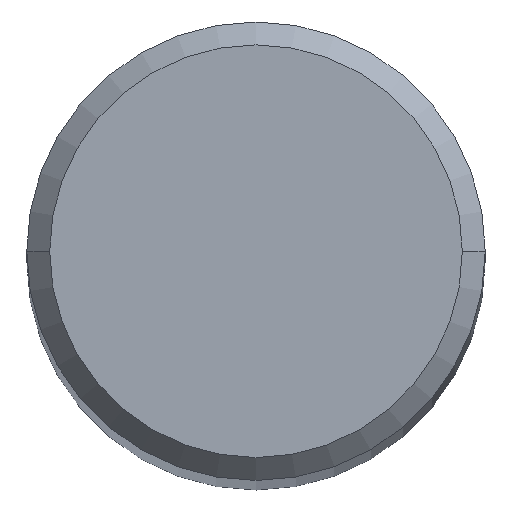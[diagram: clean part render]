
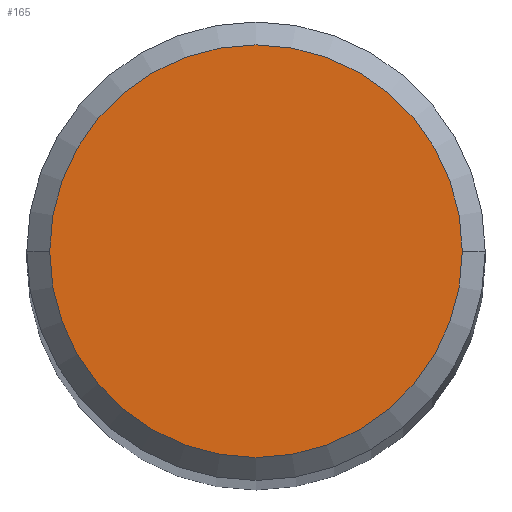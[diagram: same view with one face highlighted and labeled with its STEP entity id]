
A CAD part, top view. The second image highlights one B-rep face of the part: STEP entity #165.
In plain terms, the highlighted planar face has unit normal (0, 0, 1).
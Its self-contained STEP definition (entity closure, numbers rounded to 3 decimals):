
#165=ADVANCED_FACE('',(#184),#174,.F.);
#174=PLANE('',#390);
#184=FACE_OUTER_BOUND('',#202,.T.);
#202=EDGE_LOOP('',(#247,#248));
#247=ORIENTED_EDGE('',*,*,#319,.T.);
#248=ORIENTED_EDGE('',*,*,#307,.T.);
#287=VERTEX_POINT('',#532);
#288=VERTEX_POINT('',#533);
#307=EDGE_CURVE('',#287,#288,#331,.T.);
#319=EDGE_CURVE('',#288,#287,#337,.T.);
#331=CIRCLE('',#378,9.);
#337=CIRCLE('',#389,9.);
#378=AXIS2_PLACEMENT_3D('',#531,#442,#443);
#389=AXIS2_PLACEMENT_3D('',#552,#470,#471);
#390=AXIS2_PLACEMENT_3D('',#553,#472,#473);
#442=DIRECTION('',(0.,0.,1.));
#443=DIRECTION('',(-1.,0.,0.));
#470=DIRECTION('',(0.,0.,1.));
#471=DIRECTION('',(-1.,0.,0.));
#472=DIRECTION('',(0.,0.,-1.));
#473=DIRECTION('',(1.,0.,0.));
#531=CARTESIAN_POINT('',(0.,0.,0.));
#532=CARTESIAN_POINT('',(9.,0.,0.));
#533=CARTESIAN_POINT('',(-9.,0.,0.));
#552=CARTESIAN_POINT('',(0.,0.,0.));
#553=CARTESIAN_POINT('',(0.,0.,0.));
